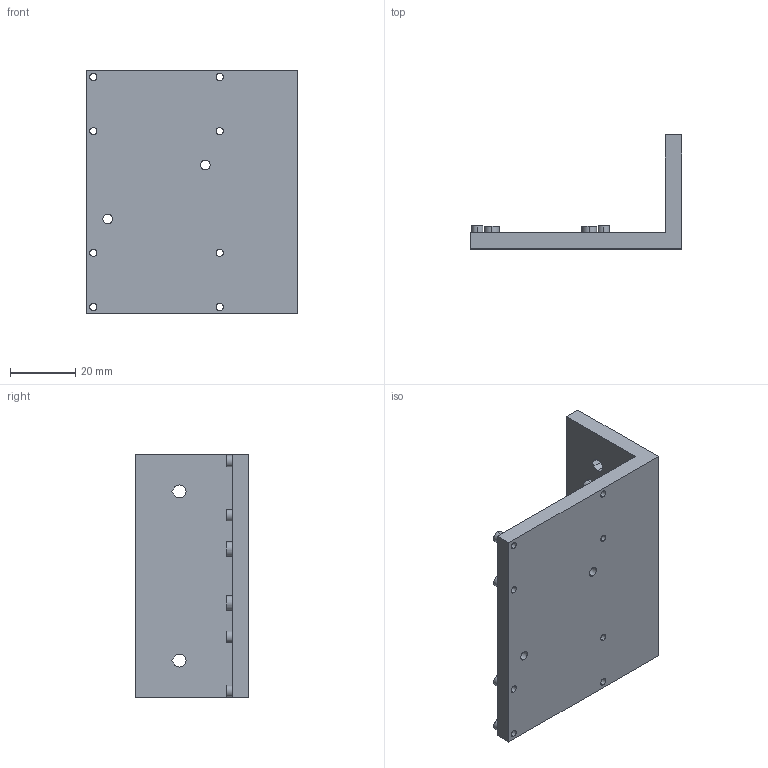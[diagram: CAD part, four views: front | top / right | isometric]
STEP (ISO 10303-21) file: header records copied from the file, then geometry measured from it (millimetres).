
FILE_DESCRIPTION (( 'STEP AP214' ), '1' );
FILE_NAME ('Buck_Mount.STEP', '2025-08-12T18:41:36', ( '' ), ( '' ), 'SwSTEP 2.0', 'SolidWorks 2024', '' );
FILE_SCHEMA (( 'AUTOMOTIVE_DESIGN' ));
Length unit declared in the file: millimetre
Products named in the file (1): Buck_Mount
Bounding box: 65 x 35 x 75 mm (x, y, z)
Volume: 35405 mm3; surface area: 16687.7 mm2
Topology: 1 solids, 1 shells, 68 faces, 168 edges, 112 vertices
Faces by surface type: cylinder 46, plane 22
Entity records: 2135 total; most frequent: DIRECTION 398, CARTESIAN_POINT 349, ORIENTED_EDGE 336, EDGE_CURVE 168, AXIS2_PLACEMENT_3D 161, VERTEX_POINT 112, EDGE_LOOP 102, CIRCLE 92
